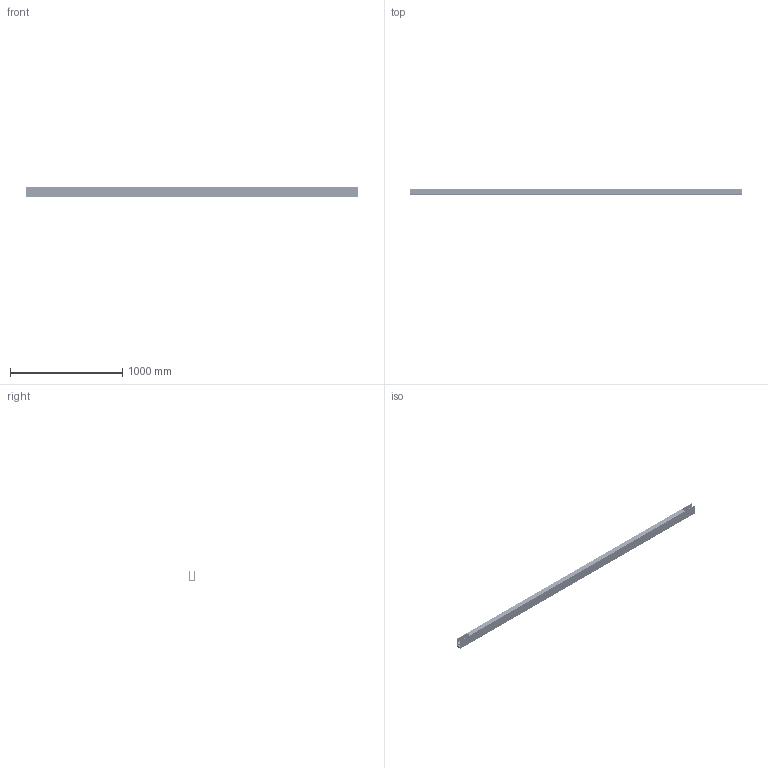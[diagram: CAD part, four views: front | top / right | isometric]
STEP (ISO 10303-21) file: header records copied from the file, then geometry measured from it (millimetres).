
FILE_DESCRIPTION(/* description */ (''),/* implementation_level */ '2;1');
FILE_NAME(/* name */ '009639_--A.39 MICRO REFR 1184 DIR 930-940 DALI - SEMPLIFICATO_3.stp',/* time_stamp */ '2025-02-03T16:15:44+01:00',/* author */ (''),/* organization */ (''),/* preprocessor_version */ 'ST-DEVELOPER v19.3',/* originating_system */ 'SIEMENS PLM Software NX2212.5000',/* authorisation */ '');
FILE_SCHEMA (('AP203_CONFIGURATION_CONTROLLED_3D_DESIGN_OF_MECHANICAL_PARTS_AND_ASSEMBLIES_MIM_LF { 1 0 10303 403 2 1 2}'));
Products named in the file (1): -_objects
Bounding box: 2960 x 45 x 85 mm (x, y, z)
Volume: 1589335.3 mm3; surface area: 2062724.2 mm2
Topology: 22 solids, 22 shells, 10328 faces, 24102 edges, 12828 vertices
Faces by surface type: cylinder 4306, plane 1982, torus 1700, sphere 1320, bspline 680, cone 320, revolution 20
Entity records: 313772 total; most frequent: CARTESIAN_POINT 108119, ORIENTED_EDGE 42364, DIRECTION 39352, EDGE_CURVE 21182, AXIS2_PLACEMENT_3D 15141, EDGE_LOOP 12578, VERTEX_POINT 12508, ADVANCED_FACE 10328
